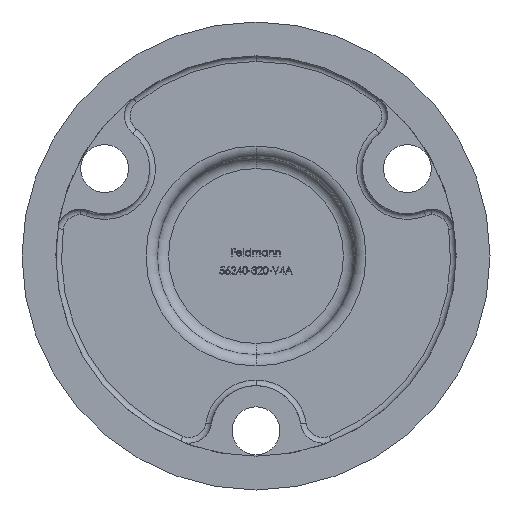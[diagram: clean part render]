
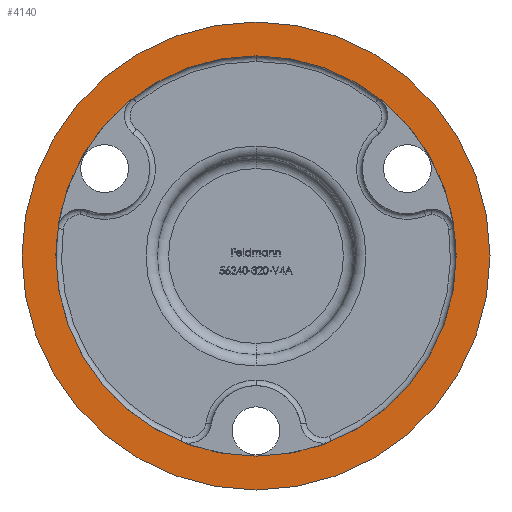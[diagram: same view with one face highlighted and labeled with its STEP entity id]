
A CAD part, front view. The second image highlights one B-rep face of the part: STEP entity #4140.
In plain terms, the highlighted planar face has unit normal (0, -1, 0).
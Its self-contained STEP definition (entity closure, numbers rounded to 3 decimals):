
#459 = CARTESIAN_POINT ( 'NONE',  ( 0., 0., 0. ) ) ;
#1853 = EDGE_LOOP ( 'NONE', ( #5014, #12904 ) ) ;
#2757 = DIRECTION ( 'NONE',  ( 0., 1., 0. ) ) ;
#2928 = CARTESIAN_POINT ( 'NONE',  ( 0., 0., -35.5 ) ) ;
#3024 = DIRECTION ( 'NONE',  ( 0., -1., 0. ) ) ;
#3197 = CARTESIAN_POINT ( 'NONE',  ( 0., 0., -41.5 ) ) ;
#3209 = DIRECTION ( 'NONE',  ( 0., 1., 0. ) ) ;
#3256 = FACE_BOUND ( 'NONE', #12213, .T. ) ;
#4140 = ADVANCED_FACE ( 'NONE', ( #17494, #3256 ), #4388, .F. ) ;
#4279 = AXIS2_PLACEMENT_3D ( 'NONE', #8309, #3024, #10046 ) ;
#4388 = PLANE ( 'NONE',  #6889 ) ;
#4750 = CIRCLE ( 'NONE', #12835, 41.5 ) ;
#5014 = ORIENTED_EDGE ( 'NONE', *, *, #9848, .F. ) ;
#6099 = VERTEX_POINT ( 'NONE', #15862 ) ;
#6182 = AXIS2_PLACEMENT_3D ( 'NONE', #459, #17909, #14631 ) ;
#6536 = CARTESIAN_POINT ( 'NONE',  ( 0., 0., 0. ) ) ;
#6704 = EDGE_CURVE ( 'NONE', #6099, #13204, #11429, .T. ) ;
#6889 = AXIS2_PLACEMENT_3D ( 'NONE', #6536, #3209, #18950 ) ;
#7117 = DIRECTION ( 'NONE',  ( 0., 0., 1. ) ) ;
#7585 = CIRCLE ( 'NONE', #14727, 41.5 ) ;
#8309 = CARTESIAN_POINT ( 'NONE',  ( 0., 0., 0. ) ) ;
#9848 = EDGE_CURVE ( 'NONE', #13723, #19810, #7585, .T. ) ;
#10046 = DIRECTION ( 'NONE',  ( 0., 0., -1. ) ) ;
#10405 = CARTESIAN_POINT ( 'NONE',  ( 0., 0., 41.5 ) ) ;
#11429 = CIRCLE ( 'NONE', #4279, 35.5 ) ;
#11656 = CIRCLE ( 'NONE', #6182, 35.5 ) ;
#12213 = EDGE_LOOP ( 'NONE', ( #19188, #16545 ) ) ;
#12835 = AXIS2_PLACEMENT_3D ( 'NONE', #17596, #19187, #7117 ) ;
#12904 = ORIENTED_EDGE ( 'NONE', *, *, #13419, .F. ) ;
#13204 = VERTEX_POINT ( 'NONE', #2928 ) ;
#13419 = EDGE_CURVE ( 'NONE', #19810, #13723, #4750, .T. ) ;
#13723 = VERTEX_POINT ( 'NONE', #3197 ) ;
#14631 = DIRECTION ( 'NONE',  ( 0., 0., -1. ) ) ;
#14727 = AXIS2_PLACEMENT_3D ( 'NONE', #21644, #2757, #20158 ) ;
#15862 = CARTESIAN_POINT ( 'NONE',  ( 0., 0., 35.5 ) ) ;
#16545 = ORIENTED_EDGE ( 'NONE', *, *, #6704, .F. ) ;
#17494 = FACE_OUTER_BOUND ( 'NONE', #1853, .T. ) ;
#17596 = CARTESIAN_POINT ( 'NONE',  ( 0., 0., 0. ) ) ;
#17909 = DIRECTION ( 'NONE',  ( 0., -1., 0. ) ) ;
#18950 = DIRECTION ( 'NONE',  ( 0., 0., 1. ) ) ;
#19187 = DIRECTION ( 'NONE',  ( 0., 1., 0. ) ) ;
#19188 = ORIENTED_EDGE ( 'NONE', *, *, #21012, .F. ) ;
#19810 = VERTEX_POINT ( 'NONE', #10405 ) ;
#20158 = DIRECTION ( 'NONE',  ( 0., 0., 1. ) ) ;
#21012 = EDGE_CURVE ( 'NONE', #13204, #6099, #11656, .T. ) ;
#21644 = CARTESIAN_POINT ( 'NONE',  ( 0., 0., 0. ) ) ;
